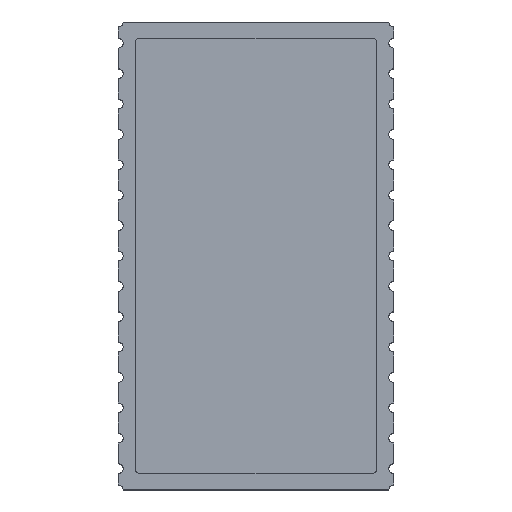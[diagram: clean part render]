
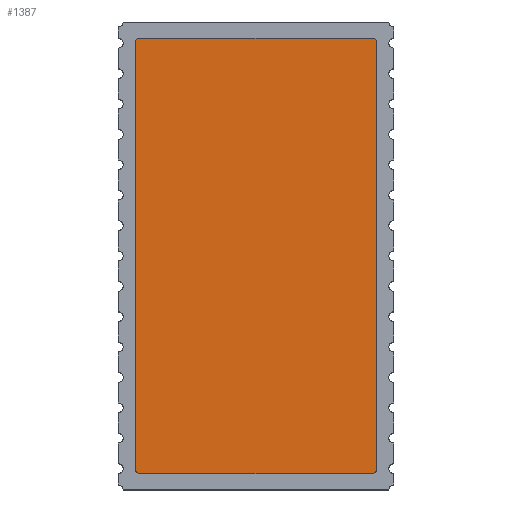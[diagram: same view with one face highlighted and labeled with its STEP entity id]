
A CAD part, top view. The second image highlights one B-rep face of the part: STEP entity #1387.
In plain terms, the highlighted planar face has unit normal (0, 0, 1).
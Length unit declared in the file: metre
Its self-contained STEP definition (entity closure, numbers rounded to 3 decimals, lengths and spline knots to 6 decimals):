
#1279 = EDGE_CURVE( '', #3604, #3605, #3606, .T. );
#1387 = ADVANCED_FACE( '', ( #3800 ), #3801, .T. );
#1403 = EDGE_CURVE( '', #3826, #3827, #3828, .T. );
#1409 = EDGE_CURVE( '', #3837, #3838, #3839, .T. );
#1691 = EDGE_CURVE( '', #3605, #3837, #4306, .T. );
#2159 = EDGE_CURVE( '', #5015, #3827, #5016, .T. );
#2363 = EDGE_CURVE( '', #3590, #3604, #5299, .T. );
#2665 = EDGE_CURVE( '', #5015, #3590, #5676, .T. );
#3057 = EDGE_CURVE( '', #3826, #3838, #6145, .T. );
#3590 = VERTEX_POINT( '', #6760 );
#3604 = VERTEX_POINT( '', #6778 );
#3605 = VERTEX_POINT( '', #6779 );
#3606 = CIRCLE( '', #6780, 0.0002 );
#3800 = FACE_OUTER_BOUND( '', #7040, .T. );
#3801 = PLANE( '', #7041 );
#3826 = VERTEX_POINT( '', #7075 );
#3827 = VERTEX_POINT( '', #7076 );
#3828 = CIRCLE( '', #7077, 0.0002 );
#3837 = VERTEX_POINT( '', #7091 );
#3838 = VERTEX_POINT( '', #7092 );
#3839 = CIRCLE( '', #7093, 0.0002 );
#4306 = LINE( '', #7753, #7754 );
#5015 = VERTEX_POINT( '', #8764 );
#5016 = LINE( '', #8765, #8766 );
#5299 = LINE( '', #9170, #9171 );
#5676 = CIRCLE( '', #9755, 0.0002 );
#6145 = LINE( '', #10460, #10461 );
#6760 = CARTESIAN_POINT( '', ( -0.00485, -0.0091, 0.0037 ) );
#6778 = CARTESIAN_POINT( '', ( 0.00485, -0.0091, 0.0037 ) );
#6779 = CARTESIAN_POINT( '', ( 0.00505, -0.0089, 0.0037 ) );
#6780 = AXIS2_PLACEMENT_3D( '', #11182, #11183, #11184 );
#7040 = EDGE_LOOP( '', ( #11375, #11376, #11377, #11378, #11379, #11380, #11381, #11382 ) );
#7041 = AXIS2_PLACEMENT_3D( '', #11383, #11384, #11385 );
#7075 = CARTESIAN_POINT( '', ( -0.00485, 0.0091, 0.0037 ) );
#7076 = CARTESIAN_POINT( '', ( -0.00505, 0.0089, 0.0037 ) );
#7077 = AXIS2_PLACEMENT_3D( '', #11414, #11415, #11416 );
#7091 = CARTESIAN_POINT( '', ( 0.00505, 0.0089, 0.0037 ) );
#7092 = CARTESIAN_POINT( '', ( 0.00485, 0.0091, 0.0037 ) );
#7093 = AXIS2_PLACEMENT_3D( '', #11419, #11420, #11421 );
#7753 = CARTESIAN_POINT( '', ( 0.00505, 0., 0.0037 ) );
#7754 = VECTOR( '', #11858, 1. );
#8764 = CARTESIAN_POINT( '', ( -0.00505, -0.0089, 0.0037 ) );
#8765 = CARTESIAN_POINT( '', ( -0.00505, -0.005328, 0.0037 ) );
#8766 = VECTOR( '', #12638, 1. );
#9170 = CARTESIAN_POINT( '', ( 0.00185, -0.0091, 0.0037 ) );
#9171 = VECTOR( '', #13026, 1. );
#9755 = AXIS2_PLACEMENT_3D( '', #13557, #13558, #13559 );
#10460 = CARTESIAN_POINT( '', ( 0.00185, 0.0091, 0.0037 ) );
#10461 = VECTOR( '', #14365, 1. );
#11182 = CARTESIAN_POINT( '', ( 0.00485, -0.0089, 0.0037 ) );
#11183 = DIRECTION( '', ( 0., 0., 1. ) );
#11184 = DIRECTION( '', ( 0., -1., 0. ) );
#11375 = ORIENTED_EDGE( '', *, *, #1279, .T. );
#11376 = ORIENTED_EDGE( '', *, *, #1691, .T. );
#11377 = ORIENTED_EDGE( '', *, *, #1409, .T. );
#11378 = ORIENTED_EDGE( '', *, *, #3057, .F. );
#11379 = ORIENTED_EDGE( '', *, *, #1403, .T. );
#11380 = ORIENTED_EDGE( '', *, *, #2159, .F. );
#11381 = ORIENTED_EDGE( '', *, *, #2665, .T. );
#11382 = ORIENTED_EDGE( '', *, *, #2363, .T. );
#11383 = CARTESIAN_POINT( '', ( 0., 0., 0.0037 ) );
#11384 = DIRECTION( '', ( 0., 0., 1. ) );
#11385 = DIRECTION( '', ( 1., 0., 0. ) );
#11414 = CARTESIAN_POINT( '', ( -0.00485, 0.0089, 0.0037 ) );
#11415 = DIRECTION( '', ( 0., 0., 1. ) );
#11416 = DIRECTION( '', ( 0., 1., 0. ) );
#11419 = CARTESIAN_POINT( '', ( 0.00485, 0.0089, 0.0037 ) );
#11420 = DIRECTION( '', ( 0., 0., 1. ) );
#11421 = DIRECTION( '', ( 1., 0., 0. ) );
#11858 = DIRECTION( '', ( 0., 1., 0. ) );
#12638 = DIRECTION( '', ( 0., 1., 0. ) );
#13026 = DIRECTION( '', ( 1., 0., 0. ) );
#13557 = CARTESIAN_POINT( '', ( -0.00485, -0.0089, 0.0037 ) );
#13558 = DIRECTION( '', ( 0., 0., 1. ) );
#13559 = DIRECTION( '', ( -1., 0., 0. ) );
#14365 = DIRECTION( '', ( 1., 0., 0. ) );
